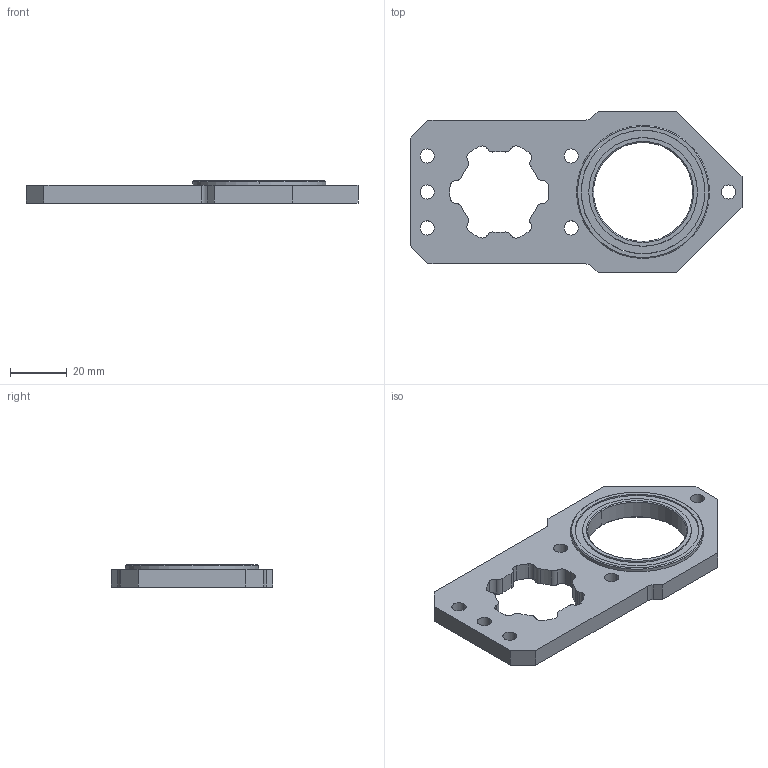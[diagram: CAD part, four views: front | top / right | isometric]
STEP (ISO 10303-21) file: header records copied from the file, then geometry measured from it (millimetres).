
FILE_DESCRIPTION (( 'STEP AP203' ), '1' );
FILE_NAME ('REV-21-3299.STEP', '2024-01-02T22:48:44', ( '' ), ( '' ), 'SwSTEP 2.0', 'SolidWorks 2022', '' );
FILE_SCHEMA (( 'CONFIG_CONTROL_DESIGN' ));
Length unit declared in the file: inch
Products named in the file (3): 6807ZZ; REV-21-3299; REV-21-3299-P01
Assembly tree (2 placements, depth 2):
  REV-21-3299
    REV-21-3299-P01
    6807ZZ
Bounding box: 117.22 x 57.15 x 7.85 mm (x, y, z)
Volume: 23127.9 mm3; surface area: 17688.7 mm2
Topology: 24 solids, 24 shells, 154 faces, 430 edges, 287 vertices
Faces by surface type: cylinder 79, sphere 38, plane 23, cone 8, torus 6
Entity records: 4666 total; most frequent: DIRECTION 865, CARTESIAN_POINT 724, ORIENTED_EDGE 670, AXIS2_PLACEMENT_3D 371, EDGE_CURVE 335, VERTEX_POINT 230, CIRCLE 212, EDGE_LOOP 179
